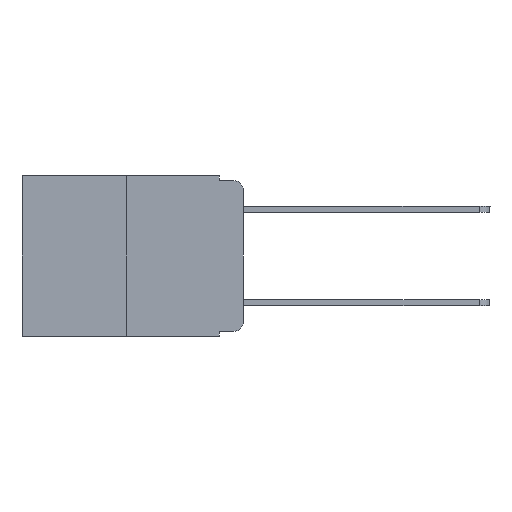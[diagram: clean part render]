
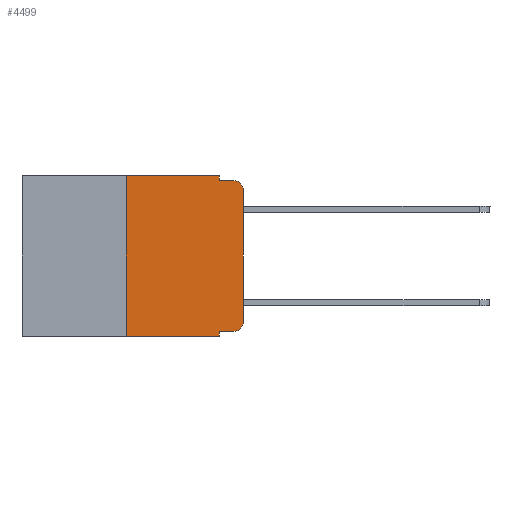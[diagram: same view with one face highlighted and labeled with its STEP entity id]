
A CAD part, left-side view. The second image highlights one B-rep face of the part: STEP entity #4499.
In plain terms, the highlighted planar face has unit normal (-1, 0, 0).
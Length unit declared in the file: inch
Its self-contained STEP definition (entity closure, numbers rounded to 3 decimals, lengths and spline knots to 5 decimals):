
#36 = ORIENTED_EDGE ( 'NONE', *, *, #18165, .F. ) ;
#50 = AXIS2_PLACEMENT_3D ( 'NONE', #17159, #1538, #20388 ) ;
#195 = VERTEX_POINT ( 'NONE', #3667 ) ;
#201 = ORIENTED_EDGE ( 'NONE', *, *, #10047, .T. ) ;
#1061 = EDGE_CURVE ( 'NONE', #19002, #195, #8275, .T. ) ;
#1443 = EDGE_CURVE ( 'NONE', #15310, #1767, #2998, .T. ) ;
#1538 = DIRECTION ( 'NONE',  ( 1., 0., 0. ) ) ;
#1728 = FACE_OUTER_BOUND ( 'NONE', #17742, .T. ) ;
#1767 = VERTEX_POINT ( 'NONE', #16480 ) ;
#2249 = DIRECTION ( 'NONE',  ( 0., 0., -1. ) ) ;
#2327 = VERTEX_POINT ( 'NONE', #17869 ) ;
#2382 = VECTOR ( 'NONE', #16240, 39.37008 ) ;
#2879 = CARTESIAN_POINT ( 'NONE',  ( 0., 0.02, -0.01 ) ) ;
#2998 = LINE ( 'NONE', #6428, #4702 ) ;
#3340 = VECTOR ( 'NONE', #9672, 39.37008 ) ;
#3667 = CARTESIAN_POINT ( 'NONE',  ( 0., 0.051, -0.01 ) ) ;
#4011 = ORIENTED_EDGE ( 'NONE', *, *, #1061, .F. ) ;
#4045 = CARTESIAN_POINT ( 'NONE',  ( 0., 0., -0.03 ) ) ;
#4097 = CARTESIAN_POINT ( 'NONE',  ( 0., 0.051, 0. ) ) ;
#4356 = DIRECTION ( 'NONE',  ( 0., -1., 0. ) ) ;
#4499 = ADVANCED_FACE ( 'NONE', ( #1728 ), #12416, .F. ) ;
#4610 = CARTESIAN_POINT ( 'NONE',  ( 0., 0.02, -0.03 ) ) ;
#4702 = VECTOR ( 'NONE', #4356, 39.37008 ) ;
#4744 = DIRECTION ( 'NONE',  ( 0., -1., 0. ) ) ;
#4823 = DIRECTION ( 'NONE',  ( 0., 0., 1. ) ) ;
#5256 = CARTESIAN_POINT ( 'NONE',  ( 0., 0.051, -0.01 ) ) ;
#5778 = ORIENTED_EDGE ( 'NONE', *, *, #8845, .F. ) ;
#6428 = CARTESIAN_POINT ( 'NONE',  ( 0., 0.051, -0.333 ) ) ;
#6735 = ORIENTED_EDGE ( 'NONE', *, *, #12287, .T. ) ;
#7286 = ORIENTED_EDGE ( 'NONE', *, *, #13717, .T. ) ;
#7592 = VERTEX_POINT ( 'NONE', #8550 ) ;
#8137 = CARTESIAN_POINT ( 'NONE',  ( 0., 0., -0.313 ) ) ;
#8275 = LINE ( 'NONE', #11508, #2382 ) ;
#8550 = CARTESIAN_POINT ( 'NONE',  ( 0., 0.25, -0.343 ) ) ;
#8553 = ORIENTED_EDGE ( 'NONE', *, *, #18344, .F. ) ;
#8845 = EDGE_CURVE ( 'NONE', #195, #19796, #11786, .T. ) ;
#9370 = CIRCLE ( 'NONE', #11342, 0.02 ) ;
#9524 = CARTESIAN_POINT ( 'NONE',  ( 0., 0.473, -0.343 ) ) ;
#9534 = CARTESIAN_POINT ( 'NONE',  ( 0., 0.051, 0. ) ) ;
#9672 = DIRECTION ( 'NONE',  ( 0., 0., 1. ) ) ;
#9813 = LINE ( 'NONE', #9524, #19050 ) ;
#10047 = EDGE_CURVE ( 'NONE', #7592, #2327, #9813, .T. ) ;
#10223 = DIRECTION ( 'NONE',  ( -1., 0., 0. ) ) ;
#10363 = VECTOR ( 'NONE', #14881, 39.37008 ) ;
#11082 = LINE ( 'NONE', #9534, #19923 ) ;
#11332 = CARTESIAN_POINT ( 'NONE',  ( 0., 0., 0. ) ) ;
#11342 = AXIS2_PLACEMENT_3D ( 'NONE', #14767, #10223, #2249 ) ;
#11508 = CARTESIAN_POINT ( 'NONE',  ( 0., 0.051, 0. ) ) ;
#11786 = LINE ( 'NONE', #5256, #13368 ) ;
#11890 = CARTESIAN_POINT ( 'NONE',  ( 0., 0.473, 0. ) ) ;
#12287 = EDGE_CURVE ( 'NONE', #20372, #12926, #19004, .T. ) ;
#12332 = EDGE_CURVE ( 'NONE', #7592, #17481, #16176, .T. ) ;
#12372 = CIRCLE ( 'NONE', #17335, 0.02 ) ;
#12416 = PLANE ( 'NONE',  #50 ) ;
#12926 = VERTEX_POINT ( 'NONE', #4045 ) ;
#13214 = ORIENTED_EDGE ( 'NONE', *, *, #12332, .F. ) ;
#13368 = VECTOR ( 'NONE', #14968, 39.37008 ) ;
#13717 = EDGE_CURVE ( 'NONE', #1767, #20372, #9370, .T. ) ;
#14767 = CARTESIAN_POINT ( 'NONE',  ( 0., 0.02, -0.313 ) ) ;
#14881 = DIRECTION ( 'NONE',  ( 0., -1., 0. ) ) ;
#14968 = DIRECTION ( 'NONE',  ( 0., -1., 0. ) ) ;
#15310 = VERTEX_POINT ( 'NONE', #16731 ) ;
#16176 = LINE ( 'NONE', #17527, #3340 ) ;
#16199 = CARTESIAN_POINT ( 'NONE',  ( 0., 0.25, 0. ) ) ;
#16240 = DIRECTION ( 'NONE',  ( 0., 0., -1. ) ) ;
#16480 = CARTESIAN_POINT ( 'NONE',  ( 0., 0.02, -0.333 ) ) ;
#16731 = CARTESIAN_POINT ( 'NONE',  ( 0., 0.051, -0.333 ) ) ;
#17159 = CARTESIAN_POINT ( 'NONE',  ( 0., 0.473, 0. ) ) ;
#17335 = AXIS2_PLACEMENT_3D ( 'NONE', #4610, #19005, #18894 ) ;
#17481 = VERTEX_POINT ( 'NONE', #16199 ) ;
#17527 = CARTESIAN_POINT ( 'NONE',  ( 0., 0.25, 0. ) ) ;
#17690 = DIRECTION ( 'NONE',  ( 0., 0., -1. ) ) ;
#17742 = EDGE_LOOP ( 'NONE', ( #6735, #18820, #5778, #4011, #8553, #13214, #201, #36, #18732, #7286 ) ) ;
#17869 = CARTESIAN_POINT ( 'NONE',  ( 0., 0.051, -0.343 ) ) ;
#17999 = LINE ( 'NONE', #11890, #10363 ) ;
#18165 = EDGE_CURVE ( 'NONE', #15310, #2327, #11082, .T. ) ;
#18230 = VECTOR ( 'NONE', #4823, 39.37008 ) ;
#18344 = EDGE_CURVE ( 'NONE', #17481, #19002, #17999, .T. ) ;
#18732 = ORIENTED_EDGE ( 'NONE', *, *, #1443, .T. ) ;
#18820 = ORIENTED_EDGE ( 'NONE', *, *, #19080, .T. ) ;
#18894 = DIRECTION ( 'NONE',  ( 0., 0., -1. ) ) ;
#19002 = VERTEX_POINT ( 'NONE', #4097 ) ;
#19004 = LINE ( 'NONE', #11332, #18230 ) ;
#19005 = DIRECTION ( 'NONE',  ( -1., 0., 0. ) ) ;
#19050 = VECTOR ( 'NONE', #4744, 39.37008 ) ;
#19080 = EDGE_CURVE ( 'NONE', #12926, #19796, #12372, .T. ) ;
#19796 = VERTEX_POINT ( 'NONE', #2879 ) ;
#19923 = VECTOR ( 'NONE', #17690, 39.37008 ) ;
#20372 = VERTEX_POINT ( 'NONE', #8137 ) ;
#20388 = DIRECTION ( 'NONE',  ( 0., 0., -1. ) ) ;
